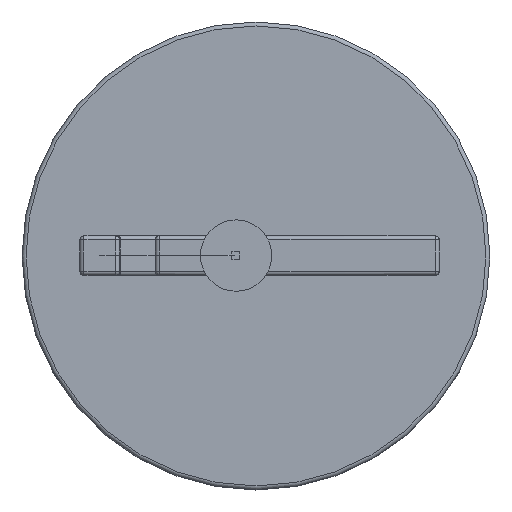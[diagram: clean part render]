
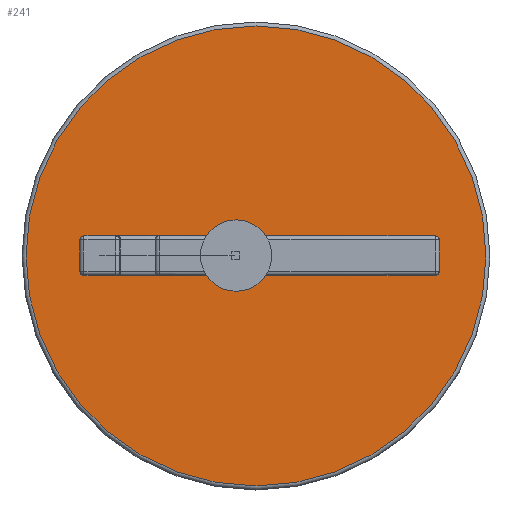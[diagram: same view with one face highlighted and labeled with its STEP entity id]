
A CAD part, top view. The second image highlights one B-rep face of the part: STEP entity #241.
In plain terms, the highlighted planar face has unit normal (0, 0, 1).
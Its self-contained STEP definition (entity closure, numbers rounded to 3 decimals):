
#241=ADVANCED_FACE('',(#2153),#2155,.T.);
#2153=FACE_BOUND('',#2154,.T.);
#2154=EDGE_LOOP('',(#3937));
#2155=PLANE('',#2156);
#2156=AXIS2_PLACEMENT_3D('',#2157,#2158,#2159);
#2157=CARTESIAN_POINT('',(0.,0.,1.3));
#2158=DIRECTION('',(0.,0.,1.));
#2159=DIRECTION('',(1.,0.,0.));
#3937=ORIENTED_EDGE('',*,*,#4551,.T.);
#4551=EDGE_CURVE('',#4925,#4925,#4926,.T.);
#4925=VERTEX_POINT('',#5584);
#4926=CIRCLE('',#5585,2.9);
#5584=CARTESIAN_POINT('',(4.17,0.,1.3));
#5585=AXIS2_PLACEMENT_3D('',#5586,#5587,#5588);
#5586=CARTESIAN_POINT('',(1.27,0.,1.3));
#5587=DIRECTION('',(0.,0.,1.));
#5588=DIRECTION('',(1.,0.,0.));
